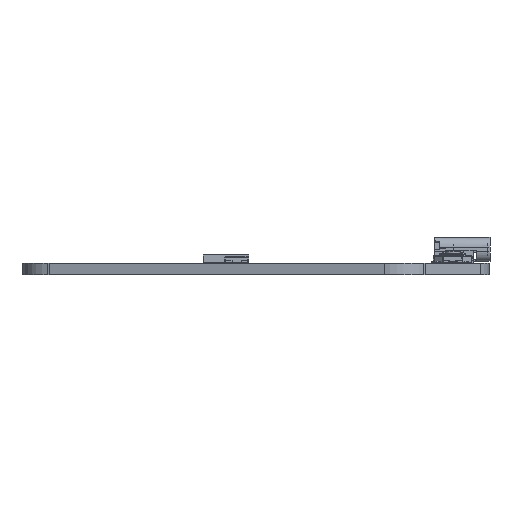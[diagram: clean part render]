
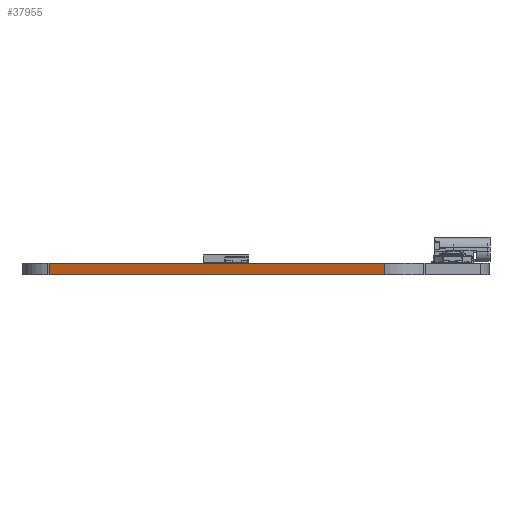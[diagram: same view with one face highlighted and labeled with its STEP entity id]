
A CAD part, left-side view. The second image highlights one B-rep face of the part: STEP entity #37955.
In plain terms, the highlighted planar face has unit normal (-0.954, 0.299, 0).
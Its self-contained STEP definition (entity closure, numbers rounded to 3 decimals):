
#36459 = VERTEX_POINT('',#36460);
#36460 = CARTESIAN_POINT('',(118.464,-64.284,0.));
#36466 = EDGE_CURVE('',#36467,#36459,#36469,.T.);
#36467 = VERTEX_POINT('',#36468);
#36468 = CARTESIAN_POINT('',(104.588,-108.575,0.));
#36469 = LINE('',#36470,#36471);
#36470 = CARTESIAN_POINT('',(104.588,-108.575,0.));
#36471 = VECTOR('',#36472,1.);
#36472 = DIRECTION('',(0.299,0.954,0.));
#37039 = VERTEX_POINT('',#37040);
#37040 = CARTESIAN_POINT('',(118.464,-64.284,1.51));
#37046 = EDGE_CURVE('',#37047,#37039,#37049,.T.);
#37047 = VERTEX_POINT('',#37048);
#37048 = CARTESIAN_POINT('',(104.588,-108.575,1.51));
#37049 = LINE('',#37050,#37051);
#37050 = CARTESIAN_POINT('',(104.588,-108.575,1.51));
#37051 = VECTOR('',#37052,1.);
#37052 = DIRECTION('',(0.299,0.954,0.));
#37925 = EDGE_CURVE('',#36459,#37039,#37926,.T.);
#37926 = LINE('',#37927,#37928);
#37927 = CARTESIAN_POINT('',(118.464,-64.284,0.));
#37928 = VECTOR('',#37929,1.);
#37929 = DIRECTION('',(0.,0.,1.));
#37955 = ADVANCED_FACE('',(#37956),#37967,.T.);
#37956 = FACE_BOUND('',#37957,.T.);
#37957 = EDGE_LOOP('',(#37958,#37964,#37965,#37966));
#37958 = ORIENTED_EDGE('',*,*,#37959,.T.);
#37959 = EDGE_CURVE('',#36467,#37047,#37960,.T.);
#37960 = LINE('',#37961,#37962);
#37961 = CARTESIAN_POINT('',(104.588,-108.575,0.));
#37962 = VECTOR('',#37963,1.);
#37963 = DIRECTION('',(0.,0.,1.));
#37964 = ORIENTED_EDGE('',*,*,#37046,.T.);
#37965 = ORIENTED_EDGE('',*,*,#37925,.F.);
#37966 = ORIENTED_EDGE('',*,*,#36466,.F.);
#37967 = PLANE('',#37968);
#37968 = AXIS2_PLACEMENT_3D('',#37969,#37970,#37971);
#37969 = CARTESIAN_POINT('',(104.588,-108.575,0.));
#37970 = DIRECTION('',(-0.954,0.299,0.));
#37971 = DIRECTION('',(0.299,0.954,0.));
